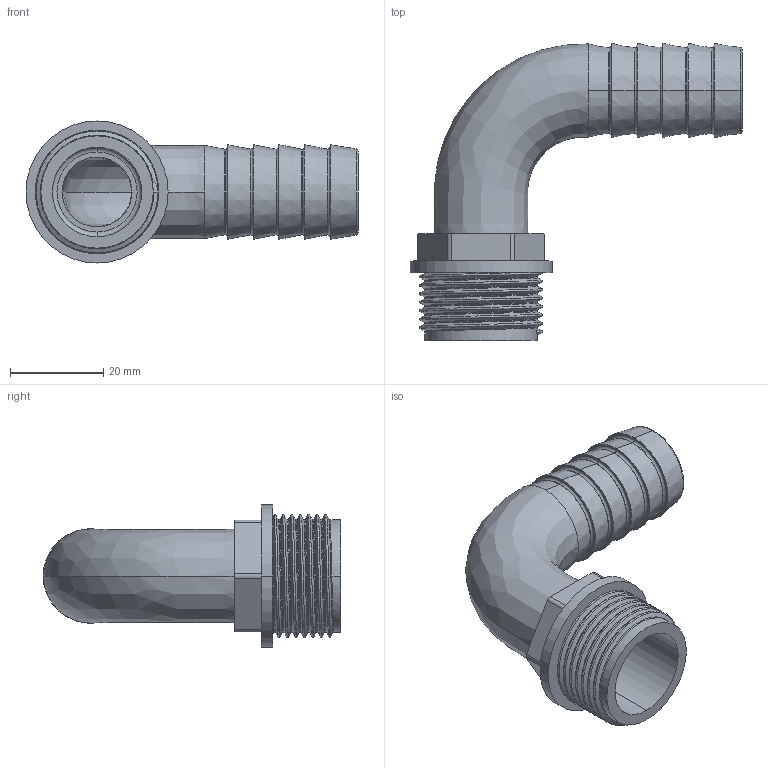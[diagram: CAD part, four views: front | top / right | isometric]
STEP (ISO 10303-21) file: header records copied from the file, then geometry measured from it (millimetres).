
FILE_DESCRIPTION (( 'STEP AP203' ), '1' );
FILE_NAME ('00131_0520.STEP', '2017-05-09T14:49:54', ( '' ), ( '' ), 'SwSTEP 2.0', 'SolidWorks 2011', '' );
FILE_SCHEMA (( 'CONFIG_CONTROL_DESIGN' ));
Length unit declared in the file: millimetre
Products named in the file (1): 00131_0520
Bounding box: 71.25 x 63.85 x 30.5 mm (x, y, z)
Volume: 15624.6 mm3; surface area: 13599.2 mm2
Topology: 1 solids, 1 shells, 93 faces, 218 edges, 136 vertices
Faces by surface type: torus 27, cylinder 26, plane 17, cone 14, bspline 9
Entity records: 8012 total; most frequent: CARTESIAN_POINT 5875, DIRECTION 442, ORIENTED_EDGE 436, EDGE_CURVE 218, AXIS2_PLACEMENT_3D 192, VERTEX_POINT 136, CIRCLE 107, EDGE_LOOP 104
